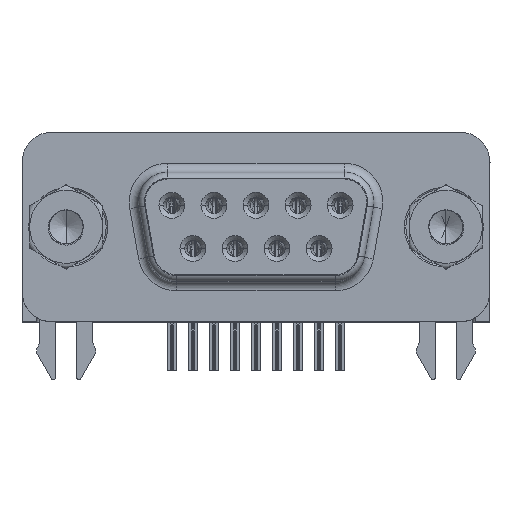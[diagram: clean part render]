
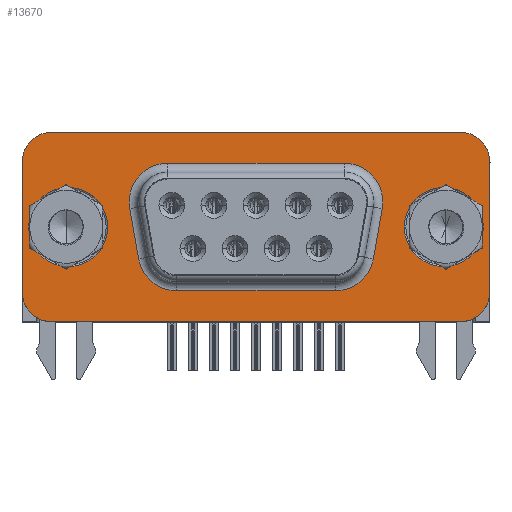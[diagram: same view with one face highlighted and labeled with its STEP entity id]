
A CAD part, top view. The second image highlights one B-rep face of the part: STEP entity #13670.
In plain terms, the highlighted planar face has unit normal (0, 0, 1).
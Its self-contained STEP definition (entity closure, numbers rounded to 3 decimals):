
#163=CARTESIAN_POINT('',(-13.4,0.,0.4));
#164=VERTEX_POINT('',#163);
#171=CARTESIAN_POINT('',(13.4,0.,0.4));
#172=VERTEX_POINT('',#171);
#173=CARTESIAN_POINT('',(-13.4,0.,0.4));
#174=DIRECTION('',(1.,0.,0.));
#175=VECTOR('',#174,26.8);
#176=LINE('',#173,#175);
#177=EDGE_CURVE('',#164,#172,#176,.T.);
#301=CARTESIAN_POINT('',(-15.4,10.5,0.4));
#302=VERTEX_POINT('',#301);
#309=CARTESIAN_POINT('',(-15.4,2.,0.4));
#310=VERTEX_POINT('',#309);
#311=CARTESIAN_POINT('',(-15.4,10.5,0.4));
#312=DIRECTION('',(0.,-1.,0.));
#313=VECTOR('',#312,8.5);
#314=LINE('',#311,#313);
#315=EDGE_CURVE('',#302,#310,#314,.T.);
#457=CARTESIAN_POINT('',(15.4,2.,0.4));
#458=VERTEX_POINT('',#457);
#465=CARTESIAN_POINT('',(15.4,10.5,0.4));
#466=VERTEX_POINT('',#465);
#467=CARTESIAN_POINT('',(15.4,2.,0.4));
#468=DIRECTION('',(0.,1.,0.));
#469=VECTOR('',#468,8.5);
#470=LINE('',#467,#469);
#471=EDGE_CURVE('',#458,#466,#470,.T.);
#9013=CARTESIAN_POINT('',(13.4,12.5,0.4));
#9014=VERTEX_POINT('',#9013);
#9023=CARTESIAN_POINT('',(13.4,10.5,0.4));
#9024=DIRECTION('',(1.,0.,0.));
#9025=DIRECTION('',(0.,0.,1.));
#9026=AXIS2_PLACEMENT_3D('',#9023,#9025,#9024);
#9027=CIRCLE('',#9026,2.);
#9028=EDGE_CURVE('',#466,#9014,#9027,.T.);
#9072=CARTESIAN_POINT('',(-13.4,12.5,0.4));
#9073=VERTEX_POINT('',#9072);
#9074=CARTESIAN_POINT('',(-13.4,10.5,0.4));
#9075=DIRECTION('',(0.,1.,0.));
#9076=DIRECTION('',(0.,0.,1.));
#9077=AXIS2_PLACEMENT_3D('',#9074,#9076,#9075);
#9078=CIRCLE('',#9077,2.);
#9079=EDGE_CURVE('',#9073,#302,#9078,.T.);
#9098=CARTESIAN_POINT('',(13.4,12.5,0.4));
#9099=DIRECTION('',(-1.,0.,0.));
#9100=VECTOR('',#9099,26.8);
#9101=LINE('',#9098,#9100);
#9102=EDGE_CURVE('',#9014,#9073,#9101,.T.);
#13526=CARTESIAN_POINT('',(-13.4,2.,0.4));
#13527=DIRECTION('',(-1.,0.,0.));
#13528=DIRECTION('',(0.,0.,1.));
#13529=AXIS2_PLACEMENT_3D('',#13526,#13528,#13527);
#13530=CIRCLE('',#13529,2.);
#13531=EDGE_CURVE('',#310,#164,#13530,.T.);
#13539=CARTESIAN_POINT('',(0.,6.25,0.4));
#13540=DIRECTION('',(1.,0.,0.));
#13541=DIRECTION('',(0.,0.,1.));
#13542=AXIS2_PLACEMENT_3D('',#13539,#13541,#13540);
#13543=PLANE('',#13542);
#13544=ORIENTED_EDGE('',*,*,#9102,.T.);
#13545=ORIENTED_EDGE('',*,*,#9079,.T.);
#13546=ORIENTED_EDGE('',*,*,#315,.T.);
#13547=ORIENTED_EDGE('',*,*,#13531,.T.);
#13548=ORIENTED_EDGE('',*,*,#177,.T.);
#13549=CARTESIAN_POINT('',(13.4,2.,0.4));
#13550=DIRECTION('',(0.,-1.,0.));
#13551=DIRECTION('',(0.,0.,1.));
#13552=AXIS2_PLACEMENT_3D('',#13549,#13551,#13550);
#13553=CIRCLE('',#13552,2.);
#13554=EDGE_CURVE('',#172,#458,#13553,.T.);
#13555=ORIENTED_EDGE('',*,*,#13554,.T.);
#13556=ORIENTED_EDGE('',*,*,#471,.T.);
#13557=ORIENTED_EDGE('',*,*,#9028,.T.);
#13558=EDGE_LOOP('',(#13544,#13545,#13546,#13547,#13548,#13555,#13556,#13557));
#13559=FACE_OUTER_BOUND('',#13558,.T.);
#13560=CARTESIAN_POINT('',(8.311,7.457,0.4));
#13561=VERTEX_POINT('',#13560);
#13562=CARTESIAN_POINT('',(7.729,4.157,0.4));
#13563=VERTEX_POINT('',#13562);
#13564=CARTESIAN_POINT('',(8.311,7.457,0.4));
#13565=DIRECTION('',(-0.174,-0.985,0.));
#13566=VECTOR('',#13565,3.351);
#13567=LINE('',#13564,#13566);
#13568=EDGE_CURVE('',#13561,#13563,#13567,.T.);
#13569=ORIENTED_EDGE('',*,*,#13568,.T.);
#13570=CARTESIAN_POINT('',(5.218,2.05,0.4));
#13571=VERTEX_POINT('',#13570);
#13572=CARTESIAN_POINT('',(5.218,4.6,0.4));
#13573=DIRECTION('',(0.985,-0.174,0.));
#13574=DIRECTION('',(0.,0.,-1.));
#13575=AXIS2_PLACEMENT_3D('',#13572,#13574,#13573);
#13576=CIRCLE('',#13575,2.55);
#13577=EDGE_CURVE('',#13563,#13571,#13576,.T.);
#13578=ORIENTED_EDGE('',*,*,#13577,.T.);
#13579=CARTESIAN_POINT('',(-5.218,2.05,0.4));
#13580=VERTEX_POINT('',#13579);
#13581=CARTESIAN_POINT('',(5.218,2.05,0.4));
#13582=DIRECTION('',(-1.,0.,0.));
#13583=VECTOR('',#13582,10.436);
#13584=LINE('',#13581,#13583);
#13585=EDGE_CURVE('',#13571,#13580,#13584,.T.);
#13586=ORIENTED_EDGE('',*,*,#13585,.T.);
#13587=CARTESIAN_POINT('',(-7.729,4.157,0.4));
#13588=VERTEX_POINT('',#13587);
#13589=CARTESIAN_POINT('',(-5.218,4.6,0.4));
#13590=DIRECTION('',(0.,-1.,0.));
#13591=DIRECTION('',(0.,0.,-1.));
#13592=AXIS2_PLACEMENT_3D('',#13589,#13591,#13590);
#13593=CIRCLE('',#13592,2.55);
#13594=EDGE_CURVE('',#13580,#13588,#13593,.T.);
#13595=ORIENTED_EDGE('',*,*,#13594,.T.);
#13596=CARTESIAN_POINT('',(-8.311,7.457,0.4));
#13597=VERTEX_POINT('',#13596);
#13598=CARTESIAN_POINT('',(-7.729,4.157,0.4));
#13599=DIRECTION('',(-0.174,0.985,0.));
#13600=VECTOR('',#13599,3.351);
#13601=LINE('',#13598,#13600);
#13602=EDGE_CURVE('',#13588,#13597,#13601,.T.);
#13603=ORIENTED_EDGE('',*,*,#13602,.T.);
#13604=CARTESIAN_POINT('',(-5.8,10.45,0.4));
#13605=VERTEX_POINT('',#13604);
#13606=CARTESIAN_POINT('',(-5.8,7.9,0.4));
#13607=DIRECTION('',(-0.985,-0.174,0.));
#13608=DIRECTION('',(0.,0.,-1.));
#13609=AXIS2_PLACEMENT_3D('',#13606,#13608,#13607);
#13610=CIRCLE('',#13609,2.55);
#13611=EDGE_CURVE('',#13597,#13605,#13610,.T.);
#13612=ORIENTED_EDGE('',*,*,#13611,.T.);
#13613=CARTESIAN_POINT('',(5.8,10.45,0.4));
#13614=VERTEX_POINT('',#13613);
#13615=CARTESIAN_POINT('',(-5.8,10.45,0.4));
#13616=DIRECTION('',(1.,0.,0.));
#13617=VECTOR('',#13616,11.6);
#13618=LINE('',#13615,#13617);
#13619=EDGE_CURVE('',#13605,#13614,#13618,.T.);
#13620=ORIENTED_EDGE('',*,*,#13619,.T.);
#13621=CARTESIAN_POINT('',(5.8,7.9,0.4));
#13622=DIRECTION('',(0.,1.,0.));
#13623=DIRECTION('',(0.,0.,-1.));
#13624=AXIS2_PLACEMENT_3D('',#13621,#13623,#13622);
#13625=CIRCLE('',#13624,2.55);
#13626=EDGE_CURVE('',#13614,#13561,#13625,.T.);
#13627=ORIENTED_EDGE('',*,*,#13626,.T.);
#13628=EDGE_LOOP('',(#13569,#13578,#13586,#13595,#13603,#13612,#13620,#13627));
#13629=FACE_BOUND('',#13628,.T.);
#13630=CARTESIAN_POINT('',(-14.96,6.25,0.4));
#13631=VERTEX_POINT('',#13630);
#13632=CARTESIAN_POINT('',(-9.76,6.25,0.4));
#13633=VERTEX_POINT('',#13632);
#13634=CARTESIAN_POINT('',(-12.36,6.25,0.4));
#13635=DIRECTION('',(-1.,0.,0.));
#13636=DIRECTION('',(0.,0.,-1.));
#13637=AXIS2_PLACEMENT_3D('',#13634,#13636,#13635);
#13638=CIRCLE('',#13637,2.6);
#13639=EDGE_CURVE('',#13631,#13633,#13638,.T.);
#13640=ORIENTED_EDGE('',*,*,#13639,.T.);
#13641=CARTESIAN_POINT('',(-12.36,6.25,0.4));
#13642=DIRECTION('',(1.,0.,0.));
#13643=DIRECTION('',(0.,0.,-1.));
#13644=AXIS2_PLACEMENT_3D('',#13641,#13643,#13642);
#13645=CIRCLE('',#13644,2.6);
#13646=EDGE_CURVE('',#13633,#13631,#13645,.T.);
#13647=ORIENTED_EDGE('',*,*,#13646,.T.);
#13648=EDGE_LOOP('',(#13640,#13647));
#13649=FACE_BOUND('',#13648,.T.);
#13650=CARTESIAN_POINT('',(9.76,6.25,0.4));
#13651=VERTEX_POINT('',#13650);
#13652=CARTESIAN_POINT('',(14.96,6.25,0.4));
#13653=VERTEX_POINT('',#13652);
#13654=CARTESIAN_POINT('',(12.36,6.25,0.4));
#13655=DIRECTION('',(-1.,0.,0.));
#13656=DIRECTION('',(0.,0.,1.));
#13657=AXIS2_PLACEMENT_3D('',#13654,#13656,#13655);
#13658=CIRCLE('',#13657,2.6);
#13659=EDGE_CURVE('',#13651,#13653,#13658,.T.);
#13660=ORIENTED_EDGE('',*,*,#13659,.F.);
#13661=CARTESIAN_POINT('',(12.36,6.25,0.4));
#13662=DIRECTION('',(1.,0.,0.));
#13663=DIRECTION('',(0.,0.,1.));
#13664=AXIS2_PLACEMENT_3D('',#13661,#13663,#13662);
#13665=CIRCLE('',#13664,2.6);
#13666=EDGE_CURVE('',#13653,#13651,#13665,.T.);
#13667=ORIENTED_EDGE('',*,*,#13666,.F.);
#13668=EDGE_LOOP('',(#13660,#13667));
#13669=FACE_BOUND('',#13668,.T.);
#13670=ADVANCED_FACE('',(#13559,#13629,#13649,#13669),#13543,.T.);
